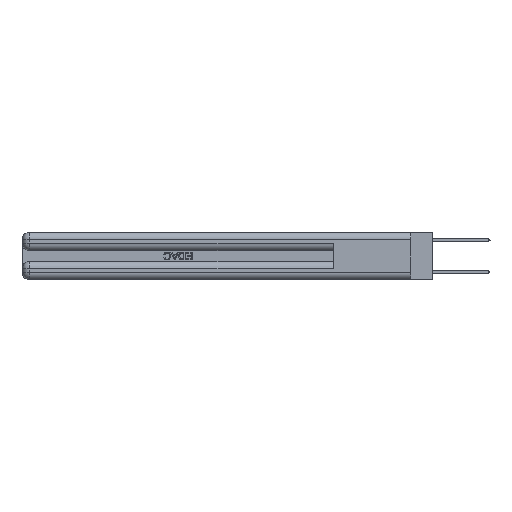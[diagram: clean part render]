
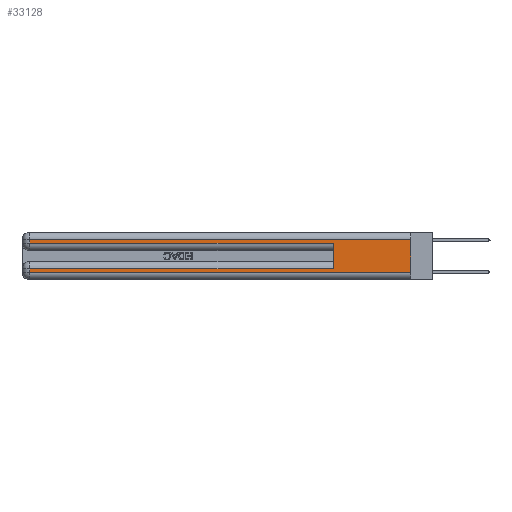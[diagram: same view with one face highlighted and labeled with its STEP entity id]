
A CAD part, left-side view. The second image highlights one B-rep face of the part: STEP entity #33128.
In plain terms, the highlighted planar face has unit normal (-1, 0, 0).
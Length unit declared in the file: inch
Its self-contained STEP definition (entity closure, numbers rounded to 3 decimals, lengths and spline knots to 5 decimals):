
#33 = ORIENTED_EDGE ( 'NONE', *, *, #17328, .T. ) ;
#588 = CARTESIAN_POINT ( 'NONE',  ( 0., 0., 0.085 ) ) ;
#1176 = LINE ( 'NONE', #4596, #20945 ) ;
#1348 = DIRECTION ( 'NONE',  ( 0., 1., 0. ) ) ;
#1729 = LINE ( 'NONE', #11573, #26156 ) ;
#2630 = DIRECTION ( 'NONE',  ( 0., 0., -1. ) ) ;
#4596 = CARTESIAN_POINT ( 'NONE',  ( 0., 0., 0.31 ) ) ;
#4717 = CARTESIAN_POINT ( 'NONE',  ( 0., 2.94, 0.37 ) ) ;
#4909 = VERTEX_POINT ( 'NONE', #22182 ) ;
#5933 = AXIS2_PLACEMENT_3D ( 'NONE', #11138, #16947, #16241 ) ;
#5965 = ORIENTED_EDGE ( 'NONE', *, *, #31527, .T. ) ;
#6138 = DIRECTION ( 'NONE',  ( 0., 0., -1. ) ) ;
#6186 = CARTESIAN_POINT ( 'NONE',  ( 0., 0., 0.06 ) ) ;
#6927 = VERTEX_POINT ( 'NONE', #29795 ) ;
#8136 = DIRECTION ( 'NONE',  ( 0., -1., 0. ) ) ;
#10174 = EDGE_CURVE ( 'NONE', #21792, #14305, #19503, .T. ) ;
#10456 = EDGE_CURVE ( 'NONE', #28527, #13677, #32890, .T. ) ;
#11026 = ORIENTED_EDGE ( 'NONE', *, *, #34640, .T. ) ;
#11138 = CARTESIAN_POINT ( 'NONE',  ( 0., 0., 0.37 ) ) ;
#11573 = CARTESIAN_POINT ( 'NONE',  ( 0., 2.94, 0.37 ) ) ;
#12367 = VECTOR ( 'NONE', #30848, 39.37008 ) ;
#12701 = LINE ( 'NONE', #4717, #17957 ) ;
#13677 = VERTEX_POINT ( 'NONE', #29038 ) ;
#14305 = VERTEX_POINT ( 'NONE', #6186 ) ;
#14878 = EDGE_CURVE ( 'NONE', #4909, #29868, #1729, .T. ) ;
#15859 = DIRECTION ( 'NONE',  ( 0., 0., 1. ) ) ;
#16241 = DIRECTION ( 'NONE',  ( 0., 0., -1. ) ) ;
#16504 = VECTOR ( 'NONE', #2630, 39.37008 ) ;
#16947 = DIRECTION ( 'NONE',  ( 1., 0., 0. ) ) ;
#17147 = ORIENTED_EDGE ( 'NONE', *, *, #14878, .T. ) ;
#17328 = EDGE_CURVE ( 'NONE', #29868, #13677, #25362, .T. ) ;
#17957 = VECTOR ( 'NONE', #34647, 39.37008 ) ;
#18581 = CARTESIAN_POINT ( 'NONE',  ( 0., 0.6, 0.145 ) ) ;
#19304 = CARTESIAN_POINT ( 'NONE',  ( 0., 0., 0.37 ) ) ;
#19486 = LINE ( 'NONE', #19304, #16504 ) ;
#19503 = LINE ( 'NONE', #27838, #26023 ) ;
#19859 = DIRECTION ( 'NONE',  ( 0., -1., 0. ) ) ;
#20945 = VECTOR ( 'NONE', #1348, 39.37008 ) ;
#21290 = EDGE_CURVE ( 'NONE', #32022, #14305, #19486, .T. ) ;
#21792 = VERTEX_POINT ( 'NONE', #34492 ) ;
#22104 = EDGE_LOOP ( 'NONE', ( #34777, #5965, #17147, #33, #30804, #11026, #24184, #23442 ) ) ;
#22182 = CARTESIAN_POINT ( 'NONE',  ( 0., 2.94, 0.31 ) ) ;
#23442 = ORIENTED_EDGE ( 'NONE', *, *, #10174, .T. ) ;
#24184 = ORIENTED_EDGE ( 'NONE', *, *, #28889, .T. ) ;
#25362 = LINE ( 'NONE', #30799, #33277 ) ;
#25442 = VECTOR ( 'NONE', #15859, 39.37008 ) ;
#26023 = VECTOR ( 'NONE', #19859, 39.37008 ) ;
#26156 = VECTOR ( 'NONE', #6138, 39.37008 ) ;
#27838 = CARTESIAN_POINT ( 'NONE',  ( 0., 0., 0.06 ) ) ;
#28527 = VERTEX_POINT ( 'NONE', #33578 ) ;
#28889 = EDGE_CURVE ( 'NONE', #6927, #21792, #12701, .T. ) ;
#29036 = CARTESIAN_POINT ( 'NONE',  ( 0., 0., 0.31 ) ) ;
#29038 = CARTESIAN_POINT ( 'NONE',  ( 0., 0.6, 0.285 ) ) ;
#29795 = CARTESIAN_POINT ( 'NONE',  ( 0., 2.94, 0.085 ) ) ;
#29868 = VERTEX_POINT ( 'NONE', #30316 ) ;
#30310 = LINE ( 'NONE', #588, #12367 ) ;
#30316 = CARTESIAN_POINT ( 'NONE',  ( 0., 2.94, 0.285 ) ) ;
#30799 = CARTESIAN_POINT ( 'NONE',  ( 0., 0., 0.285 ) ) ;
#30804 = ORIENTED_EDGE ( 'NONE', *, *, #10456, .F. ) ;
#30848 = DIRECTION ( 'NONE',  ( 0., 1., 0. ) ) ;
#31527 = EDGE_CURVE ( 'NONE', #32022, #4909, #1176, .T. ) ;
#32022 = VERTEX_POINT ( 'NONE', #29036 ) ;
#32890 = LINE ( 'NONE', #18581, #25442 ) ;
#33128 = ADVANCED_FACE ( 'NONE', ( #33635 ), #33445, .F. ) ;
#33277 = VECTOR ( 'NONE', #8136, 39.37008 ) ;
#33445 = PLANE ( 'NONE',  #5933 ) ;
#33578 = CARTESIAN_POINT ( 'NONE',  ( 0., 0.6, 0.085 ) ) ;
#33635 = FACE_OUTER_BOUND ( 'NONE', #22104, .T. ) ;
#34492 = CARTESIAN_POINT ( 'NONE',  ( 0., 2.94, 0.06 ) ) ;
#34640 = EDGE_CURVE ( 'NONE', #28527, #6927, #30310, .T. ) ;
#34647 = DIRECTION ( 'NONE',  ( 0., 0., -1. ) ) ;
#34777 = ORIENTED_EDGE ( 'NONE', *, *, #21290, .F. ) ;
